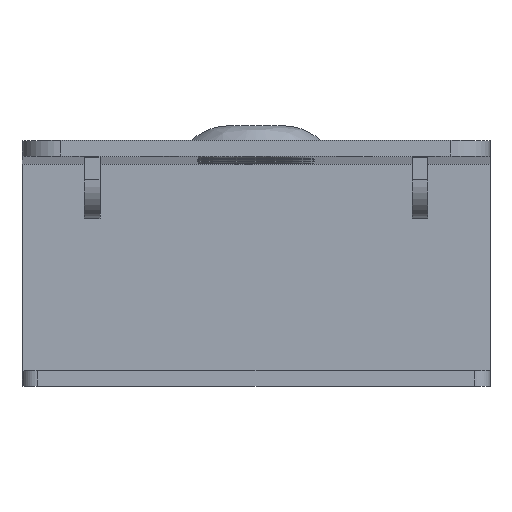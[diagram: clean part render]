
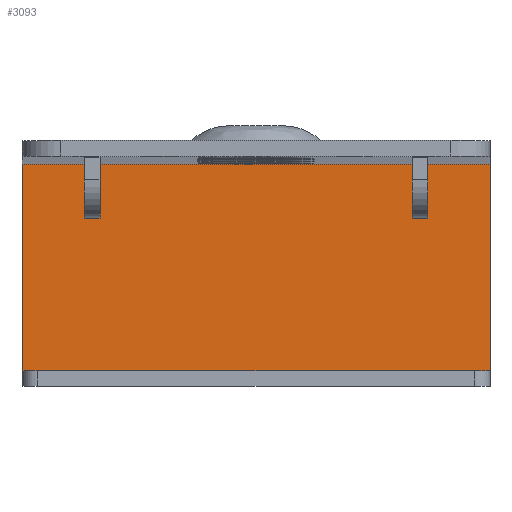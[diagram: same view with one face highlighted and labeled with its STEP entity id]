
A CAD part, top view. The second image highlights one B-rep face of the part: STEP entity #3093.
In plain terms, the highlighted planar face has unit normal (0, 0, 1).
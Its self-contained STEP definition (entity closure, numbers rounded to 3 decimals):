
#1043=DIRECTION('',(1.,0.,0.));
#1044=VECTOR('',#1043,60.);
#1045=CARTESIAN_POINT('',(-30.,80.5,-367.));
#1046=LINE('',#1045,#1044);
#1051=DIRECTION('',(1.,0.,0.));
#1052=VECTOR('',#1051,60.);
#1053=CARTESIAN_POINT('',(-30.,107.,-367.));
#1054=LINE('',#1053,#1052);
#1055=DIRECTION('',(0.,-1.,0.));
#1056=VECTOR('',#1055,26.5);
#1057=CARTESIAN_POINT('',(30.,107.,-367.));
#1058=LINE('',#1057,#1056);
#1059=DIRECTION('',(0.,1.,0.));
#1060=VECTOR('',#1059,26.5);
#1061=CARTESIAN_POINT('',(-30.,80.5,-367.));
#1062=LINE('',#1061,#1060);
#1109=CARTESIAN_POINT('',(30.,107.,-367.));
#1110=CARTESIAN_POINT('',(30.,80.5,-367.));
#1111=VERTEX_POINT('',#1109);
#1112=VERTEX_POINT('',#1110);
#1113=CARTESIAN_POINT('',(-30.,80.5,-367.));
#1114=CARTESIAN_POINT('',(-30.,107.,-367.));
#1115=VERTEX_POINT('',#1113);
#1116=VERTEX_POINT('',#1114);
#3082=CARTESIAN_POINT('',(30.,109.,-367.));
#3083=DIRECTION('',(0.,0.,-1.));
#3084=DIRECTION('',(1.,0.,0.));
#3085=AXIS2_PLACEMENT_3D('',#3082,#3083,#3084);
#3086=PLANE('',#3085);
#3087=ORIENTED_EDGE('',*,*,#1418,.T.);
#3088=ORIENTED_EDGE('',*,*,#2945,.T.);
#3089=ORIENTED_EDGE('',*,*,#3075,.F.);
#3090=ORIENTED_EDGE('',*,*,#2915,.T.);
#3091=EDGE_LOOP('',(#3087,#3088,#3089,#3090));
#3092=FACE_OUTER_BOUND('',#3091,.F.);
#3093=ADVANCED_FACE('',(#3092),#3086,.F.);
#1418=EDGE_CURVE('',#1116,#1111,#1054,.T.);
#2915=EDGE_CURVE('',#1115,#1116,#1062,.T.);
#2945=EDGE_CURVE('',#1111,#1112,#1058,.T.);
#3075=EDGE_CURVE('',#1115,#1112,#1046,.T.);
